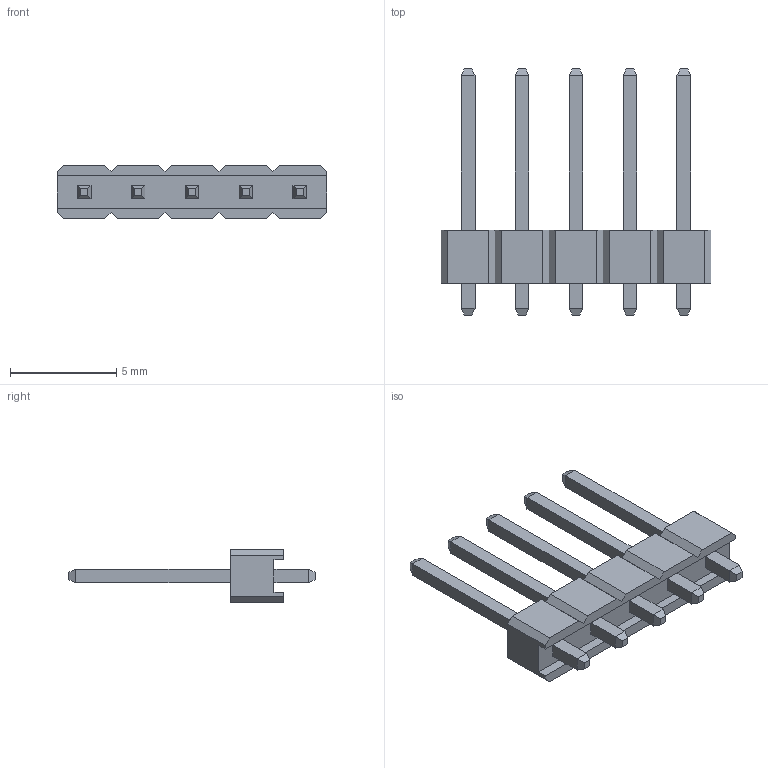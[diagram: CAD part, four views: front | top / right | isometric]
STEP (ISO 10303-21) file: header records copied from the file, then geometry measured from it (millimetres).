
FILE_DESCRIPTION (( 'STEP AP214' ), '1' );
FILE_NAME ('0.5_WAY1216639484514.step', '2005-12-16T11:39:53', ( 'SysAdmin' ), ( 'Solidworks Corporation' ), 'SwSTEP 2.0', 'SolidWorks 2005254', '' );
FILE_SCHEMA (( 'AUTOMOTIVE_DESIGN' ));
Length unit declared in the file: millimetre
Products named in the file (1): 0.5_WAY1216639484514
Bounding box: 12.7 x 11.6 x 2.54 mm (x, y, z)
Volume: 89.4 mm3; surface area: 271.7 mm2
Topology: 1 solids, 1 shells, 128 faces, 308 edges, 192 vertices
Faces by surface type: plane 128
Entity records: 4033 total; most frequent: CARTESIAN_POINT 629, ORIENTED_EDGE 616, DIRECTION 566, EDGE_CURVE 308, VECTOR 308, LINE 308, VERTEX_POINT 192, EDGE_LOOP 138
